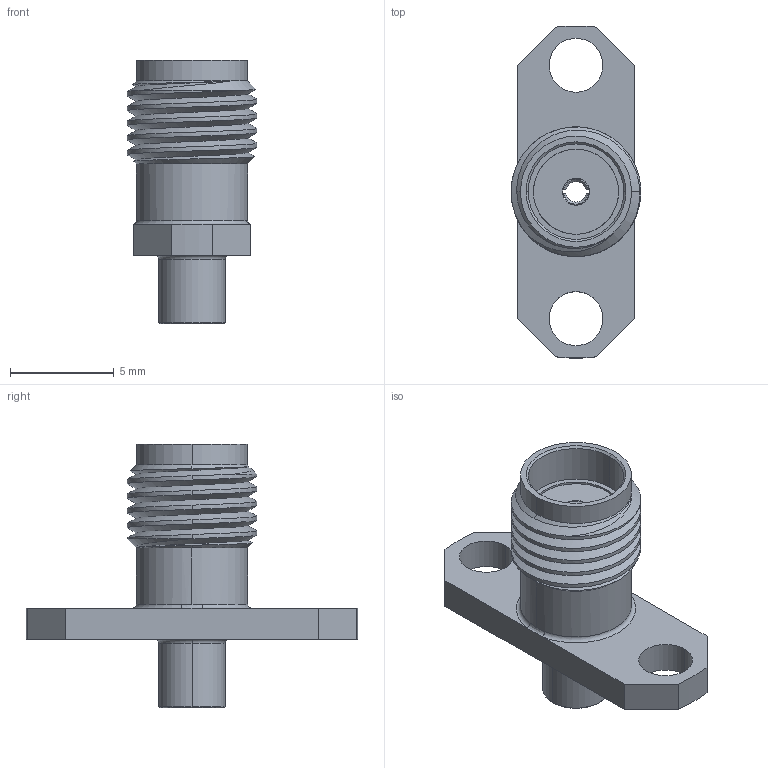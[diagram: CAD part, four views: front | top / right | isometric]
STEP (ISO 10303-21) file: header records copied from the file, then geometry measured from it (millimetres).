
FILE_DESCRIPTION (( 'STEP AP214' ), '1' );
FILE_NAME ('30-275-DS3-HA.STEP', '2024-08-09T08:01:26', ( '' ), ( '' ), 'SwSTEP 2.0', 'SolidWorks 2024', '' );
FILE_SCHEMA (( 'AUTOMOTIVE_DESIGN' ));
Length unit declared in the file: millimetre
Products named in the file (1): 30-275-DS3-HA
Bounding box: 6.25 x 15.99 x 12.7 mm (x, y, z)
Surface area: 569.5 mm2 (no closed solid volume)
Topology: 0 solids, 4 shells, 66 faces, 170 edges, 111 vertices
Faces by surface type: cylinder 30, plane 15, cone 13, torus 4, bspline 4
Entity records: 2725 total; most frequent: CARTESIAN_POINT 1155, DIRECTION 326, ORIENTED_EDGE 320, EDGE_CURVE 170, AXIS2_PLACEMENT_3D 130, VERTEX_POINT 111, EDGE_LOOP 75, CIRCLE 67
